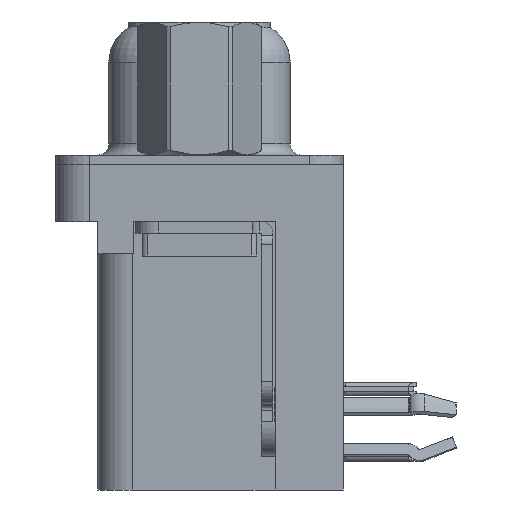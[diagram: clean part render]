
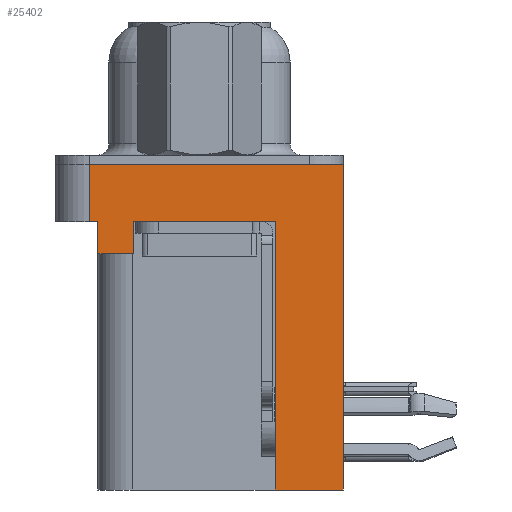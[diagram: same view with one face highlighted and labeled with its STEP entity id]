
A CAD part, left-side view. The second image highlights one B-rep face of the part: STEP entity #25402.
In plain terms, the highlighted planar face has unit normal (-1, 0, 0).
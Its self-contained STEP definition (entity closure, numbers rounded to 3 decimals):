
#116 = DIRECTION ( 'NONE',  ( -1., 0., 0. ) ) ;
#275 = CARTESIAN_POINT ( 'NONE',  ( -3., -3.295, -2.5 ) ) ;
#1199 = EDGE_CURVE ( 'NONE', #14300, #21239, #14191, .T. ) ;
#1596 = CARTESIAN_POINT ( 'NONE',  ( -3., 4.775, -2.5 ) ) ;
#1600 = VECTOR ( 'NONE', #27213, 1000. ) ;
#1843 = ORIENTED_EDGE ( 'NONE', *, *, #10754, .T. ) ;
#1896 = CARTESIAN_POINT ( 'NONE',  ( -3., -6.275, -2.5 ) ) ;
#2035 = LINE ( 'NONE', #4885, #25294 ) ;
#2815 = CARTESIAN_POINT ( 'NONE',  ( -3., -6.275, -2.5 ) ) ;
#3942 = LINE ( 'NONE', #12099, #23601 ) ;
#4560 = LINE ( 'NONE', #15918, #27005 ) ;
#4626 = EDGE_CURVE ( 'NONE', #35332, #35711, #2035, .T. ) ;
#4885 = CARTESIAN_POINT ( 'NONE',  ( -3., -3.295, -14.2 ) ) ;
#5071 = LINE ( 'NONE', #33762, #14668 ) ;
#5507 = ORIENTED_EDGE ( 'NONE', *, *, #13721, .F. ) ;
#6007 = EDGE_CURVE ( 'NONE', #17895, #13539, #3942, .T. ) ;
#6992 = CARTESIAN_POINT ( 'NONE',  ( -3., 4.775, 0. ) ) ;
#7219 = DIRECTION ( 'NONE',  ( 0., 0., 1. ) ) ;
#7728 = CARTESIAN_POINT ( 'NONE',  ( -3., 4.425, -3.9 ) ) ;
#7872 = EDGE_LOOP ( 'NONE', ( #13820, #33281, #37555, #21492, #28013, #8934, #19481, #5507, #10589, #1843 ) ) ;
#8934 = ORIENTED_EDGE ( 'NONE', *, *, #6007, .T. ) ;
#9050 = DIRECTION ( 'NONE',  ( 0., 0., 1. ) ) ;
#9189 = VECTOR ( 'NONE', #35925, 1000. ) ;
#10382 = LINE ( 'NONE', #7728, #19547 ) ;
#10589 = ORIENTED_EDGE ( 'NONE', *, *, #4626, .F. ) ;
#10754 = EDGE_CURVE ( 'NONE', #35332, #21239, #26122, .T. ) ;
#11705 = PLANE ( 'NONE',  #18060 ) ;
#11908 = EDGE_CURVE ( 'NONE', #21209, #37155, #30968, .T. ) ;
#12099 = CARTESIAN_POINT ( 'NONE',  ( -3., 2.895, -3.9 ) ) ;
#13539 = VERTEX_POINT ( 'NONE', #34805 ) ;
#13721 = EDGE_CURVE ( 'NONE', #35711, #22193, #36496, .T. ) ;
#13820 = ORIENTED_EDGE ( 'NONE', *, *, #1199, .F. ) ;
#14191 = LINE ( 'NONE', #29387, #19014 ) ;
#14300 = VERTEX_POINT ( 'NONE', #6992 ) ;
#14362 = DIRECTION ( 'NONE',  ( 0., 0., 1. ) ) ;
#14668 = VECTOR ( 'NONE', #19101, 1000. ) ;
#15229 = CARTESIAN_POINT ( 'NONE',  ( -3., -6.275, 0. ) ) ;
#15918 = CARTESIAN_POINT ( 'NONE',  ( -3., 4.775, -2.5 ) ) ;
#16240 = DIRECTION ( 'NONE',  ( 0., 0., 1. ) ) ;
#16843 = CARTESIAN_POINT ( 'NONE',  ( -3., -6.275, -14.2 ) ) ;
#17895 = VERTEX_POINT ( 'NONE', #32556 ) ;
#18060 = AXIS2_PLACEMENT_3D ( 'NONE', #25926, #116, #9050 ) ;
#19014 = VECTOR ( 'NONE', #28638, 1000. ) ;
#19101 = DIRECTION ( 'NONE',  ( 0., 1., 0. ) ) ;
#19481 = ORIENTED_EDGE ( 'NONE', *, *, #24482, .T. ) ;
#19547 = VECTOR ( 'NONE', #16240, 1000. ) ;
#21209 = VERTEX_POINT ( 'NONE', #1596 ) ;
#21239 = VERTEX_POINT ( 'NONE', #15229 ) ;
#21492 = ORIENTED_EDGE ( 'NONE', *, *, #31032, .F. ) ;
#22193 = VERTEX_POINT ( 'NONE', #275 ) ;
#23601 = VECTOR ( 'NONE', #33009, 1000. ) ;
#23745 = EDGE_CURVE ( 'NONE', #21209, #14300, #4560, .T. ) ;
#24482 = EDGE_CURVE ( 'NONE', #13539, #22193, #35816, .T. ) ;
#25294 = VECTOR ( 'NONE', #37180, 1000. ) ;
#25402 = ADVANCED_FACE ( 'NONE', ( #26303 ), #11705, .T. ) ;
#25926 = CARTESIAN_POINT ( 'NONE',  ( -3., -6.275, -2.5 ) ) ;
#25995 = VECTOR ( 'NONE', #14362, 1000. ) ;
#26122 = LINE ( 'NONE', #2815, #25995 ) ;
#26303 = FACE_OUTER_BOUND ( 'NONE', #7872, .T. ) ;
#27005 = VECTOR ( 'NONE', #7219, 1000. ) ;
#27213 = DIRECTION ( 'NONE',  ( 0., -1., 0. ) ) ;
#27899 = DIRECTION ( 'NONE',  ( 0., -1., 0. ) ) ;
#28013 = ORIENTED_EDGE ( 'NONE', *, *, #31062, .F. ) ;
#28638 = DIRECTION ( 'NONE',  ( 0., -1., 0. ) ) ;
#28828 = CARTESIAN_POINT ( 'NONE',  ( -3., 4.425, -3.9 ) ) ;
#29387 = CARTESIAN_POINT ( 'NONE',  ( -3., -6.275, 0. ) ) ;
#30968 = LINE ( 'NONE', #1896, #32749 ) ;
#31032 = EDGE_CURVE ( 'NONE', #31995, #37155, #10382, .T. ) ;
#31062 = EDGE_CURVE ( 'NONE', #17895, #31995, #5071, .T. ) ;
#31972 = CARTESIAN_POINT ( 'NONE',  ( -3., 4.425, -2.5 ) ) ;
#31995 = VERTEX_POINT ( 'NONE', #28828 ) ;
#32556 = CARTESIAN_POINT ( 'NONE',  ( -3., 2.895, -3.9 ) ) ;
#32558 = CARTESIAN_POINT ( 'NONE',  ( -3., -3.295, -14.2 ) ) ;
#32749 = VECTOR ( 'NONE', #27899, 1000. ) ;
#33009 = DIRECTION ( 'NONE',  ( 0., 0., 1. ) ) ;
#33281 = ORIENTED_EDGE ( 'NONE', *, *, #23745, .F. ) ;
#33343 = CARTESIAN_POINT ( 'NONE',  ( -3., -6.275, -2.5 ) ) ;
#33651 = CARTESIAN_POINT ( 'NONE',  ( -3., -3.295, -14.2 ) ) ;
#33762 = CARTESIAN_POINT ( 'NONE',  ( -3., 4.425, -3.9 ) ) ;
#34805 = CARTESIAN_POINT ( 'NONE',  ( -3., 2.895, -2.5 ) ) ;
#35332 = VERTEX_POINT ( 'NONE', #16843 ) ;
#35711 = VERTEX_POINT ( 'NONE', #32558 ) ;
#35816 = LINE ( 'NONE', #33343, #1600 ) ;
#35925 = DIRECTION ( 'NONE',  ( 0., 0., 1. ) ) ;
#36496 = LINE ( 'NONE', #33651, #9189 ) ;
#37155 = VERTEX_POINT ( 'NONE', #31972 ) ;
#37180 = DIRECTION ( 'NONE',  ( 0., 1., 0. ) ) ;
#37555 = ORIENTED_EDGE ( 'NONE', *, *, #11908, .T. ) ;
